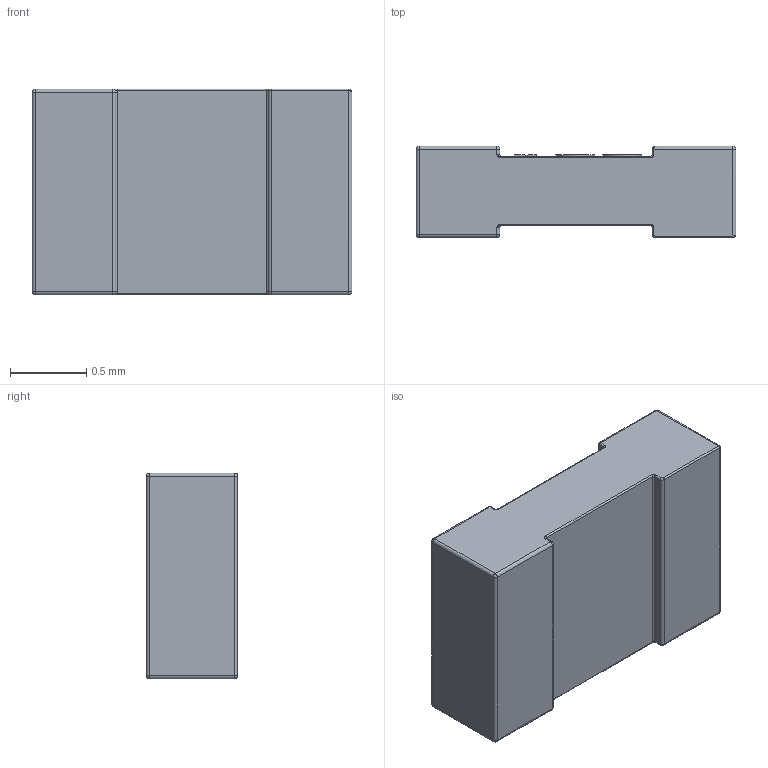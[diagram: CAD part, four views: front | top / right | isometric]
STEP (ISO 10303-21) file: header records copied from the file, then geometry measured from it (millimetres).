
FILE_DESCRIPTION (( 'STEP AP214' ), '1' );
FILE_NAME ('User Library-Resistor0805.STEP', '2010-10-22T07:59:53', ( 'sysAdmin' ), ( 'SolidWorks' ), 'SwSTEP 2.0', 'SolidWorks 2010', '' );
FILE_SCHEMA (( 'AUTOMOTIVE_DESIGN' ));
Length unit declared in the file: millimetre
Products named in the file (1): User Library-Resistor0805
Bounding box: 2.1 x 0.6 x 1.35 mm (x, y, z)
Volume: 1.5 mm3; surface area: 9.8 mm2
Topology: 1 solids, 1 shells, 118 faces, 288 edges, 155 vertices
Faces by surface type: cylinder 36, bspline 34, plane 26, sphere 13, torus 9
Entity records: 5900 total; most frequent: CARTESIAN_POINT 3367, ORIENTED_EDGE 534, DIRECTION 446, EDGE_CURVE 267, AXIS2_PLACEMENT_3D 162, VERTEX_POINT 155, EDGE_LOOP 122, LINE 122
